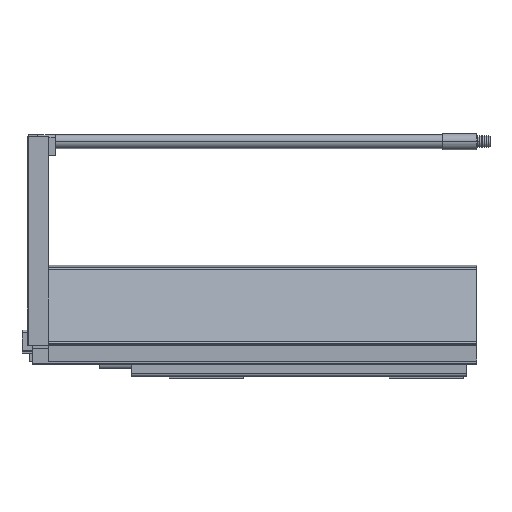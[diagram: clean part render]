
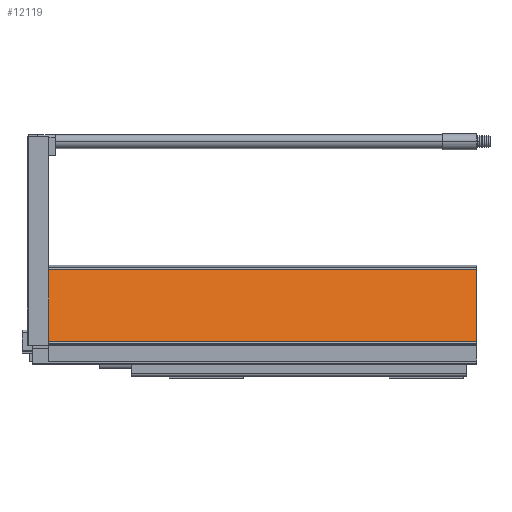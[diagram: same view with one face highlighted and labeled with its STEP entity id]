
A CAD part, top view. The second image highlights one B-rep face of the part: STEP entity #12119.
In plain terms, the highlighted planar face has unit normal (0, 0.208, 0.978).
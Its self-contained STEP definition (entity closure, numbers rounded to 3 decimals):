
#19 = CARTESIAN_POINT ( 'NONE',  ( -375.5, 80.422, 21.003 ) ) ;
#251 = VECTOR ( 'NONE', #11426, 1000. ) ;
#303 = EDGE_LOOP ( 'NONE', ( #10950, #6111, #11522, #11718 ) ) ;
#699 = PLANE ( 'NONE',  #5802 ) ;
#712 = EDGE_CURVE ( 'NONE', #3645, #1582, #3549, .T. ) ;
#1582 = VERTEX_POINT ( 'NONE', #3460 ) ;
#1599 = CARTESIAN_POINT ( 'NONE',  ( -392., 80.422, 21.003 ) ) ;
#1782 = DIRECTION ( 'NONE',  ( 0., 0.208, 0.978 ) ) ;
#2706 = DIRECTION ( 'NONE',  ( 1., 0., 0. ) ) ;
#2920 = VERTEX_POINT ( 'NONE', #5469 ) ;
#3155 = CARTESIAN_POINT ( 'NONE',  ( -375.5, 17.084, 34.466 ) ) ;
#3460 = CARTESIAN_POINT ( 'NONE',  ( 0., 80.422, 21.003 ) ) ;
#3477 = CARTESIAN_POINT ( 'NONE',  ( -375.5, 80.422, 21.003 ) ) ;
#3549 = LINE ( 'NONE', #12465, #4488 ) ;
#3645 = VERTEX_POINT ( 'NONE', #19 ) ;
#3701 = FACE_OUTER_BOUND ( 'NONE', #303, .T. ) ;
#4225 = DIRECTION ( 'NONE',  ( 1., 0., 0. ) ) ;
#4488 = VECTOR ( 'NONE', #2706, 1000. ) ;
#5230 = LINE ( 'NONE', #3477, #251 ) ;
#5469 = CARTESIAN_POINT ( 'NONE',  ( 0., 17.084, 34.466 ) ) ;
#5754 = EDGE_CURVE ( 'NONE', #1582, #2920, #6570, .T. ) ;
#5802 = AXIS2_PLACEMENT_3D ( 'NONE', #1599, #1782, #12441 ) ;
#6111 = ORIENTED_EDGE ( 'NONE', *, *, #11557, .T. ) ;
#6570 = LINE ( 'NONE', #11543, #11243 ) ;
#8083 = VECTOR ( 'NONE', #4225, 1000. ) ;
#8755 = VERTEX_POINT ( 'NONE', #3155 ) ;
#9146 = LINE ( 'NONE', #9271, #8083 ) ;
#9271 = CARTESIAN_POINT ( 'NONE',  ( 0., 17.084, 34.466 ) ) ;
#9742 = EDGE_CURVE ( 'NONE', #8755, #2920, #9146, .T. ) ;
#10950 = ORIENTED_EDGE ( 'NONE', *, *, #712, .F. ) ;
#11243 = VECTOR ( 'NONE', #12575, 1000. ) ;
#11426 = DIRECTION ( 'NONE',  ( 0., -0.978, 0.208 ) ) ;
#11522 = ORIENTED_EDGE ( 'NONE', *, *, #9742, .T. ) ;
#11543 = CARTESIAN_POINT ( 'NONE',  ( 0., 80.422, 21.003 ) ) ;
#11557 = EDGE_CURVE ( 'NONE', #3645, #8755, #5230, .T. ) ;
#11718 = ORIENTED_EDGE ( 'NONE', *, *, #5754, .F. ) ;
#12119 = ADVANCED_FACE ( 'NONE', ( #3701 ), #699, .T. ) ;
#12441 = DIRECTION ( 'NONE',  ( 0., -0.978, 0.208 ) ) ;
#12465 = CARTESIAN_POINT ( 'NONE',  ( -392., 80.422, 21.003 ) ) ;
#12575 = DIRECTION ( 'NONE',  ( 0., -0.978, 0.208 ) ) ;
